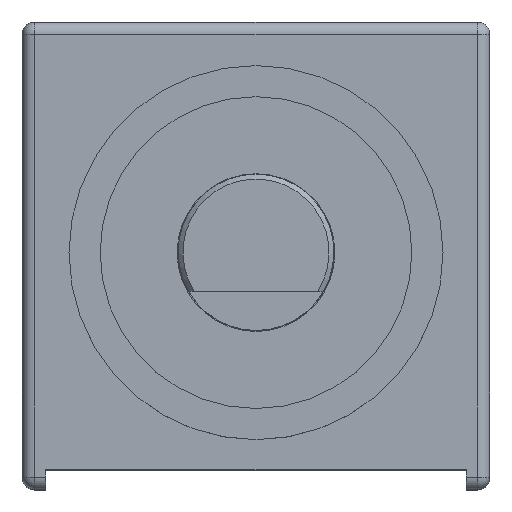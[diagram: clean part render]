
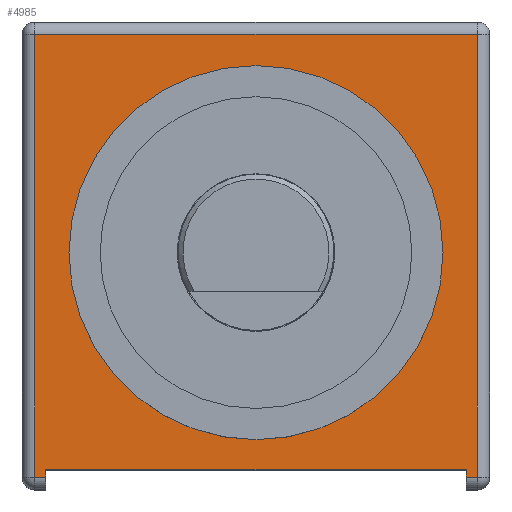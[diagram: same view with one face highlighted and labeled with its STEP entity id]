
A CAD part, top view. The second image highlights one B-rep face of the part: STEP entity #4985.
In plain terms, the highlighted face is planar.
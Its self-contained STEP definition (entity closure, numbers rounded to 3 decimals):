
#424=LINE('',#6400,#872);
#427=LINE('',#6411,#875);
#429=LINE('',#6419,#877);
#431=LINE('',#6427,#879);
#433=LINE('',#6435,#881);
#478=LINE('',#6540,#926);
#482=LINE('',#6545,#930);
#486=LINE('',#6556,#934);
#872=VECTOR('',#5535,0.229);
#875=VECTOR('',#5546,9.017);
#877=VECTOR('',#5554,9.017);
#879=VECTOR('',#5562,9.017);
#881=VECTOR('',#5570,0.229);
#926=VECTOR('',#5667,8.56);
#930=VECTOR('',#5673,0.152);
#934=VECTOR('',#5691,0.152);
#1381=PLANE('',#5323);
#1511=FACE_BOUND('',#1879,.T.);
#1581=FACE_OUTER_BOUND('',#1878,.T.);
#1878=EDGE_LOOP('',(#3623,#3624,#3625,#3626,#3627,#3628,#3629,#3630));
#1879=EDGE_LOOP('',(#3631));
#2167=CIRCLE('',#5324,3.81);
#2195=VERTEX_POINT('',#6397);
#2196=VERTEX_POINT('',#6399);
#2198=VERTEX_POINT('',#6405);
#2201=VERTEX_POINT('',#6413);
#2204=VERTEX_POINT('',#6421);
#2207=VERTEX_POINT('',#6429);
#2242=VERTEX_POINT('',#6537);
#2243=VERTEX_POINT('',#6539);
#2244=VERTEX_POINT('',#6559);
#2701=EDGE_CURVE('',#2195,#2196,#424,.T.);
#2707=EDGE_CURVE('',#2196,#2198,#427,.T.);
#2711=EDGE_CURVE('',#2198,#2201,#429,.T.);
#2715=EDGE_CURVE('',#2201,#2204,#431,.T.);
#2719=EDGE_CURVE('',#2204,#2207,#433,.T.);
#2772=EDGE_CURVE('',#2243,#2242,#478,.T.);
#2776=EDGE_CURVE('',#2195,#2243,#482,.T.);
#2780=EDGE_CURVE('',#2242,#2207,#486,.T.);
#2781=EDGE_CURVE('',#2244,#2244,#2167,.T.);
#3623=ORIENTED_EDGE('',*,*,#2701,.F.);
#3624=ORIENTED_EDGE('',*,*,#2776,.T.);
#3625=ORIENTED_EDGE('',*,*,#2772,.T.);
#3626=ORIENTED_EDGE('',*,*,#2780,.T.);
#3627=ORIENTED_EDGE('',*,*,#2719,.F.);
#3628=ORIENTED_EDGE('',*,*,#2715,.F.);
#3629=ORIENTED_EDGE('',*,*,#2711,.F.);
#3630=ORIENTED_EDGE('',*,*,#2707,.F.);
#3631=ORIENTED_EDGE('',*,*,#2781,.F.);
#4985=ADVANCED_FACE('',(#1581,#1511),#1381,.T.);
#5323=AXIS2_PLACEMENT_3D('',#6558,#5694,#5695);
#5324=AXIS2_PLACEMENT_3D('',#6560,#5696,#5697);
#5535=DIRECTION('',(0.,1.,0.));
#5546=DIRECTION('',(-1.,0.,0.));
#5554=DIRECTION('',(0.,-1.,0.));
#5562=DIRECTION('',(1.,0.,0.));
#5570=DIRECTION('',(0.,1.,0.));
#5667=DIRECTION('',(0.,-1.,0.));
#5673=DIRECTION('',(-1.,0.,0.));
#5691=DIRECTION('',(1.,0.,0.));
#5694=DIRECTION('center_axis',(0.,0.,-1.));
#5695=DIRECTION('ref_axis',(1.,0.,0.));
#5696=DIRECTION('center_axis',(0.,0.,-1.));
#5697=DIRECTION('ref_axis',(-1.,0.,0.));
#6397=CARTESIAN_POINT('',(4.572,4.28,-4.572));
#6399=CARTESIAN_POINT('',(4.572,4.509,-4.572));
#6400=CARTESIAN_POINT('',(4.572,2.381,-4.572));
#6405=CARTESIAN_POINT('',(-4.445,4.509,-4.572));
#6411=CARTESIAN_POINT('',(-2.35,4.509,-4.572));
#6413=CARTESIAN_POINT('',(-4.445,-4.509,-4.572));
#6419=CARTESIAN_POINT('',(-4.445,-2.381,-4.572));
#6421=CARTESIAN_POINT('',(4.572,-4.509,-4.572));
#6427=CARTESIAN_POINT('',(2.21,-4.509,-4.572));
#6429=CARTESIAN_POINT('',(4.572,-4.28,-4.572));
#6435=CARTESIAN_POINT('',(4.572,-2.14,-4.572));
#6537=CARTESIAN_POINT('',(4.42,-4.28,-4.572));
#6539=CARTESIAN_POINT('',(4.42,4.28,-4.572));
#6540=CARTESIAN_POINT('',(4.42,4.28,-4.572));
#6545=CARTESIAN_POINT('',(4.826,4.28,-4.572));
#6556=CARTESIAN_POINT('',(4.42,-4.28,-4.572));
#6558=CARTESIAN_POINT('Origin',(0.,0.,-4.572));
#6559=CARTESIAN_POINT('',(-3.81,0.,-4.572));
#6560=CARTESIAN_POINT('Origin',(0.,0.,-4.572));
